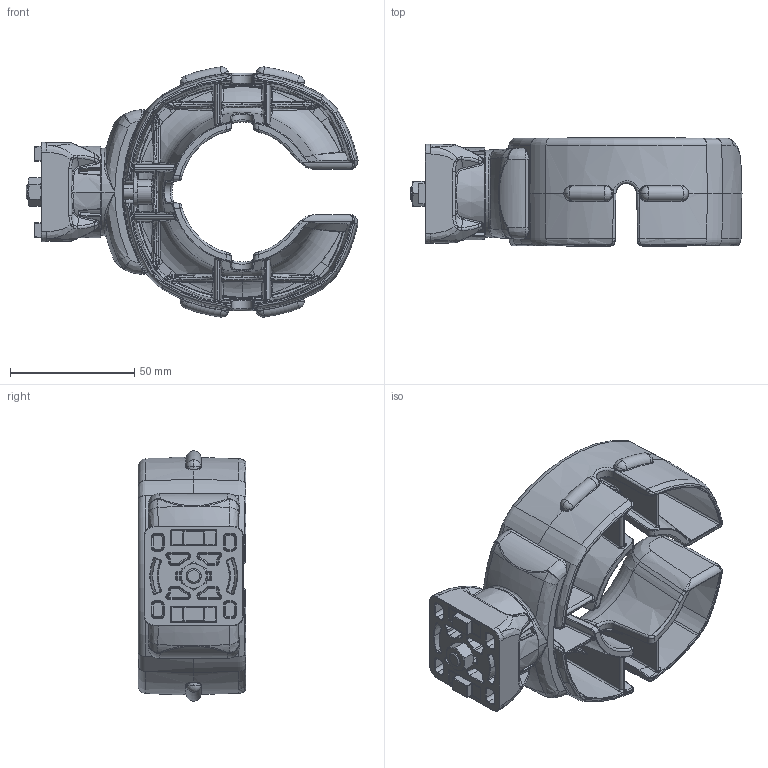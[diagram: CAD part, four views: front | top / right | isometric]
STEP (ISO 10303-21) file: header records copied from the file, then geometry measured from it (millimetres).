
FILE_DESCRIPTION (( 'STEP AP203' ), '1' );
FILE_NAME ('172537.step', '2025-08-14T17:58:14', ( '' ), ( '' ), 'SwSTEP 2.0', 'SolidWorks 2024', '' );
FILE_SCHEMA (( 'CONFIG_CONTROL_DESIGN' ));
Length unit declared in the file: millimetre
Products named in the file (1): 172537
Bounding box: 133.79 x 43.38 x 100.85 mm (x, y, z)
Volume: 129178.2 mm3; surface area: 72071.2 mm2
Topology: 8 solids, 8 shells, 2158 faces, 5096 edges, 2898 vertices
Faces by surface type: bspline 872, cylinder 431, plane 296, torus 281, cone 159, sphere 119
Entity records: 101222 total; most frequent: CARTESIAN_POINT 59011, ORIENTED_EDGE 10036, DIRECTION 7286, EDGE_CURVE 5018, AXIS2_PLACEMENT_3D 3120, VERTEX_POINT 2894, EDGE_LOOP 2180, FACE_OUTER_BOUND 2154
